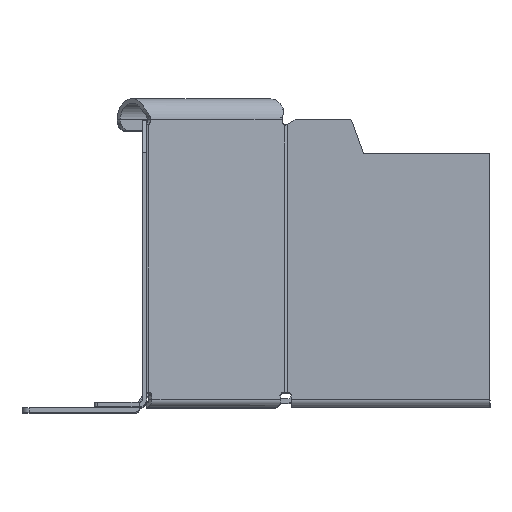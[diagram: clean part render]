
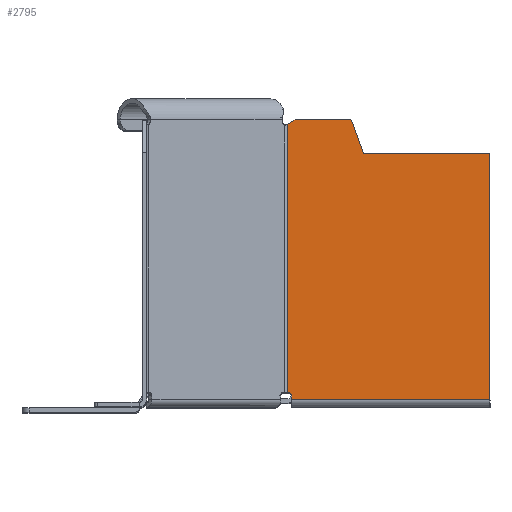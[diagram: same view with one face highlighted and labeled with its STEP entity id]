
A CAD part, top view. The second image highlights one B-rep face of the part: STEP entity #2795.
In plain terms, the highlighted face is planar.
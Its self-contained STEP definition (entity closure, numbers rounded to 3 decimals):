
#1544=DIRECTION('',(0.,1.,0.));
#1545=VECTOR('',#1544,70.25);
#1546=CARTESIAN_POINT('',(-56.189,2.25,69.189));
#1547=LINE('',#1546,#1545);
#1565=DIRECTION('',(0.707,0.,-0.707));
#1566=VECTOR('',#1565,56.602);
#1567=CARTESIAN_POINT('',(-56.189,2.25,69.189));
#1568=LINE('',#1567,#1566);
#1569=DIRECTION('',(-0.707,0.,0.707));
#1570=VECTOR('',#1569,36.042);
#1571=CARTESIAN_POINT('',(-30.703,72.5,43.703));
#1572=LINE('',#1571,#1570);
#1573=CARTESIAN_POINT('',(-15.456,3.25,28.456));
#1574=DIRECTION('',(0.707,0.,0.707));
#1575=DIRECTION('',(0.,1.,0.));
#1576=AXIS2_PLACEMENT_3D('',#1573,#1574,#1575);
#1578=DIRECTION('',(-0.707,0.,0.707));
#1579=VECTOR('',#1578,0.231);
#1580=CARTESIAN_POINT('',(-15.293,4.25,28.293));
#1581=LINE('',#1580,#1579);
#1582=DIRECTION('',(0.612,-0.5,-0.612));
#1583=VECTOR('',#1582,2.58);
#1584=CARTESIAN_POINT('',(-16.871,82.,29.871));
#1585=LINE('',#1584,#1583);
#1586=CARTESIAN_POINT('',(-28.011,81.5,41.011));
#1587=DIRECTION('',(-0.707,0.,-0.707));
#1588=DIRECTION('',(-0.664,0.342,0.664));
#1589=AXIS2_PLACEMENT_3D('',#1586,#1587,#1588);
#1591=DIRECTION('',(-0.242,-0.94,0.242));
#1592=VECTOR('',#1591,9.76);
#1593=CARTESIAN_POINT('',(-28.343,81.671,41.343));
#1594=LINE('',#1593,#1592);
#1611=DIRECTION('',(-0.707,0.,0.707));
#1612=VECTOR('',#1611,15.754);
#1613=CARTESIAN_POINT('',(-16.871,82.,29.871));
#1614=LINE('',#1613,#1612);
#1623=DIRECTION('',(0.002,1.,-0.002));
#1624=VECTOR('',#1623,1.);
#1625=CARTESIAN_POINT('',(-16.165,2.25,29.165));
#1626=LINE('',#1625,#1624);
#1734=DIRECTION('',(0.,1.,0.));
#1735=VECTOR('',#1734,76.459);
#1736=CARTESIAN_POINT('',(-15.293,4.25,28.293));
#1737=LINE('',#1736,#1735);
#2364=CARTESIAN_POINT('',(-16.871,82.,29.871));
#2366=VERTEX_POINT('',#2364);
#2371=CARTESIAN_POINT('',(-28.011,82.,41.011));
#2373=VERTEX_POINT('',#2371);
#2431=CARTESIAN_POINT('',(-28.343,81.671,41.343));
#2432=VERTEX_POINT('',#2431);
#2433=CARTESIAN_POINT('',(-56.189,2.25,69.189));
#2434=CARTESIAN_POINT('',(-16.165,2.25,29.165));
#2435=VERTEX_POINT('',#2433);
#2436=VERTEX_POINT('',#2434);
#2439=CARTESIAN_POINT('',(-15.291,80.709,28.291));
#2440=VERTEX_POINT('',#2439);
#2441=CARTESIAN_POINT('',(-15.293,4.25,28.293));
#2442=VERTEX_POINT('',#2441);
#2494=CARTESIAN_POINT('',(-16.163,3.25,29.163));
#2496=VERTEX_POINT('',#2494);
#2497=CARTESIAN_POINT('',(-15.456,4.25,28.456));
#2498=VERTEX_POINT('',#2497);
#2500=CARTESIAN_POINT('',(-30.703,72.5,43.703));
#2502=VERTEX_POINT('',#2500);
#2503=CARTESIAN_POINT('',(-56.189,72.5,69.189));
#2505=VERTEX_POINT('',#2503);
#2769=CARTESIAN_POINT('',(-56.189,2.25,69.189));
#2770=DIRECTION('',(-0.707,0.,-0.707));
#2771=DIRECTION('',(-0.707,0.,0.707));
#2772=AXIS2_PLACEMENT_3D('',#2769,#2770,#2771);
#2773=PLANE('',#2772);
#2775=ORIENTED_EDGE('',*,*,#2774,.T.);
#2776=ORIENTED_EDGE('',*,*,#2742,.F.);
#2777=ORIENTED_EDGE('',*,*,#2759,.T.);
#2779=ORIENTED_EDGE('',*,*,#2778,.T.);
#2781=ORIENTED_EDGE('',*,*,#2780,.F.);
#2783=ORIENTED_EDGE('',*,*,#2782,.F.);
#2785=ORIENTED_EDGE('',*,*,#2784,.T.);
#2786=ORIENTED_EDGE('',*,*,#2701,.F.);
#2788=ORIENTED_EDGE('',*,*,#2787,.T.);
#2790=ORIENTED_EDGE('',*,*,#2789,.F.);
#2792=ORIENTED_EDGE('',*,*,#2791,.T.);
#2793=EDGE_LOOP('',(#2775,#2776,#2777,#2779,#2781,#2783,#2785,#2786,#2788,#2790,
#2792));
#2794=FACE_OUTER_BOUND('',#2793,.F.);
#2795=ADVANCED_FACE('',(#2794),#2773,.T.);
#1577=CIRCLE('',#1576,1.);
#1590=CIRCLE('',#1589,0.5);
#2701=EDGE_CURVE('',#2366,#2440,#1585,.T.);
#2742=EDGE_CURVE('',#2435,#2505,#1547,.T.);
#2759=EDGE_CURVE('',#2435,#2436,#1568,.T.);
#2774=EDGE_CURVE('',#2502,#2505,#1572,.T.);
#2778=EDGE_CURVE('',#2436,#2496,#1626,.T.);
#2780=EDGE_CURVE('',#2498,#2496,#1577,.T.);
#2782=EDGE_CURVE('',#2442,#2498,#1581,.T.);
#2784=EDGE_CURVE('',#2442,#2440,#1737,.T.);
#2787=EDGE_CURVE('',#2366,#2373,#1614,.T.);
#2789=EDGE_CURVE('',#2432,#2373,#1590,.T.);
#2791=EDGE_CURVE('',#2432,#2502,#1594,.T.);
